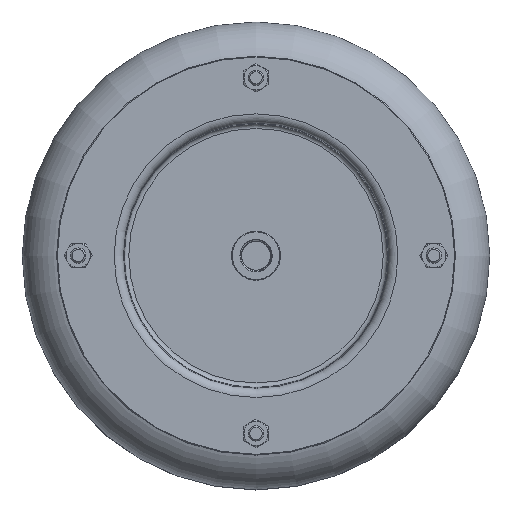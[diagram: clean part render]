
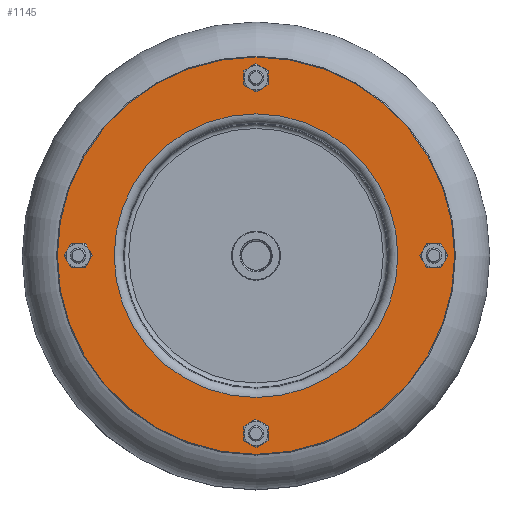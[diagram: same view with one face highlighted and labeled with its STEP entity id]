
A CAD part, top view. The second image highlights one B-rep face of the part: STEP entity #1145.
In plain terms, the highlighted planar face has unit normal (0, 0, 1).
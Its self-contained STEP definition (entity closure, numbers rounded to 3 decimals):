
#1145=ADVANCED_FACE('',(#1600,#1601,#1602,#1603,#1604,#1605),#1415,.T.);
#1415=PLANE('',#5033);
#1600=FACE_BOUND('',#2075,.T.);
#1601=FACE_BOUND('',#2076,.T.);
#1602=FACE_BOUND('',#2077,.T.);
#1603=FACE_BOUND('',#2078,.T.);
#1604=FACE_BOUND('',#2079,.T.);
#1605=FACE_BOUND('',#2080,.T.);
#2075=EDGE_LOOP('',(#2893));
#2076=EDGE_LOOP('',(#2894));
#2077=EDGE_LOOP('',(#2895));
#2078=EDGE_LOOP('',(#2896));
#2079=EDGE_LOOP('',(#2897));
#2080=EDGE_LOOP('',(#2898));
#2893=ORIENTED_EDGE('',*,*,#4164,.T.);
#2894=ORIENTED_EDGE('',*,*,#4165,.F.);
#2895=ORIENTED_EDGE('',*,*,#4166,.F.);
#2896=ORIENTED_EDGE('',*,*,#4167,.F.);
#2897=ORIENTED_EDGE('',*,*,#4168,.F.);
#2898=ORIENTED_EDGE('',*,*,#4169,.F.);
#3694=VERTEX_POINT('',#7608);
#3695=VERTEX_POINT('',#7610);
#3696=VERTEX_POINT('',#7612);
#3697=VERTEX_POINT('',#7614);
#3698=VERTEX_POINT('',#7616);
#3699=VERTEX_POINT('',#7618);
#4164=EDGE_CURVE('',#3694,#3694,#4591,.T.);
#4165=EDGE_CURVE('',#3695,#3695,#4592,.T.);
#4166=EDGE_CURVE('',#3696,#3696,#4593,.T.);
#4167=EDGE_CURVE('',#3697,#3697,#4594,.T.);
#4168=EDGE_CURVE('',#3698,#3698,#4595,.T.);
#4169=EDGE_CURVE('',#3699,#3699,#4596,.T.);
#4591=CIRCLE('',#5027,129.5);
#4592=CIRCLE('',#5028,5.75);
#4593=CIRCLE('',#5029,5.75);
#4594=CIRCLE('',#5030,5.75);
#4595=CIRCLE('',#5031,5.75);
#4596=CIRCLE('',#5032,92.437);
#5027=AXIS2_PLACEMENT_3D('',#7607,#5949,#5950);
#5028=AXIS2_PLACEMENT_3D('',#7609,#5951,#5952);
#5029=AXIS2_PLACEMENT_3D('',#7611,#5953,#5954);
#5030=AXIS2_PLACEMENT_3D('',#7613,#5955,#5956);
#5031=AXIS2_PLACEMENT_3D('',#7615,#5957,#5958);
#5032=AXIS2_PLACEMENT_3D('',#7617,#5959,#5960);
#5033=AXIS2_PLACEMENT_3D('',#7619,#5961,#5962);
#5949=DIRECTION('',(0.,0.,1.));
#5950=DIRECTION('',(1.,0.,0.));
#5951=DIRECTION('',(0.,0.,1.));
#5952=DIRECTION('',(1.,0.,0.));
#5953=DIRECTION('',(0.,0.,1.));
#5954=DIRECTION('',(1.,0.,0.));
#5955=DIRECTION('',(0.,0.,1.));
#5956=DIRECTION('',(1.,0.,0.));
#5957=DIRECTION('',(0.,0.,1.));
#5958=DIRECTION('',(1.,0.,0.));
#5959=DIRECTION('',(0.,0.,1.));
#5960=DIRECTION('',(1.,0.,0.));
#5961=DIRECTION('',(0.,0.,1.));
#5962=DIRECTION('',(1.,0.,0.));
#7607=CARTESIAN_POINT('',(0.,0.,245.2));
#7608=CARTESIAN_POINT('',(129.5,0.,245.2));
#7609=CARTESIAN_POINT('',(0.,-115.9,245.2));
#7610=CARTESIAN_POINT('',(5.75,-115.9,245.2));
#7611=CARTESIAN_POINT('',(-115.9,0.,245.2));
#7612=CARTESIAN_POINT('',(-110.15,0.,245.2));
#7613=CARTESIAN_POINT('',(0.,115.9,245.2));
#7614=CARTESIAN_POINT('',(5.75,115.9,245.2));
#7615=CARTESIAN_POINT('',(115.9,0.,245.2));
#7616=CARTESIAN_POINT('',(121.65,0.,245.2));
#7617=CARTESIAN_POINT('',(0.,0.,245.2));
#7618=CARTESIAN_POINT('',(92.437,0.,245.2));
#7619=CARTESIAN_POINT('',(92.437,0.,245.2));
